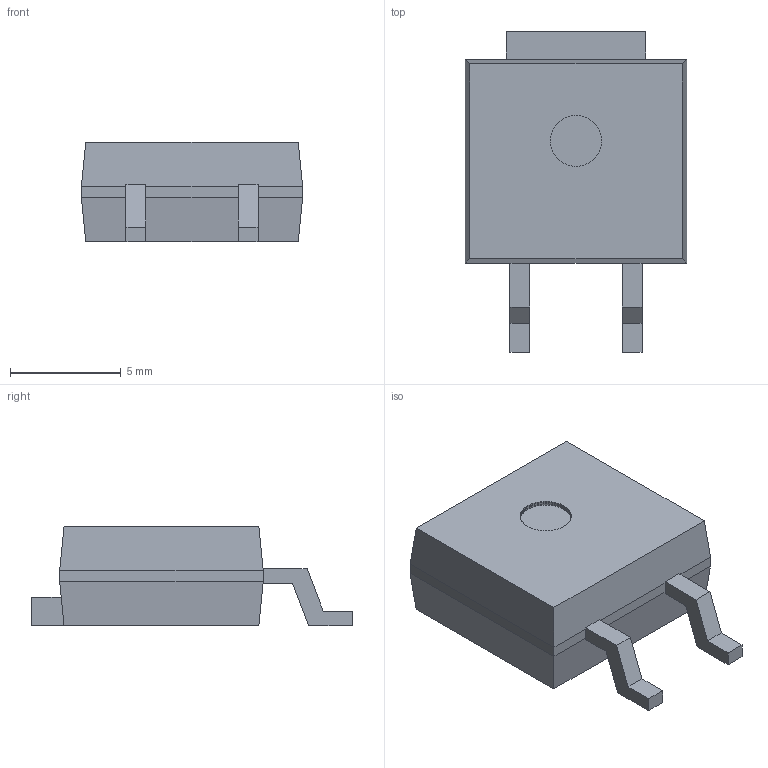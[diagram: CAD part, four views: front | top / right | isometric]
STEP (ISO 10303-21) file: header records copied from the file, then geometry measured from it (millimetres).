
FILE_DESCRIPTION(('FreeCAD Model'),'2;1');
FILE_NAME('D2PAK-3.step', '2020-09-18T19:40:25',('Author'),(''), 'Open CASCADE STEP processor 7.4','FreeCAD','Unknown');
FILE_SCHEMA(('AUTOMOTIVE_DESIGN { 1 0 10303 214 1 1 1 1 }'));
Length unit declared in the file: millimetre
Products named in the file (1): union
Bounding box: 10 x 14.5 x 4.51 mm (x, y, z)
Volume: 416.8 mm3; surface area: 397.6 mm2
Topology: 1 solids, 1 shells, 145 faces, 410 edges, 268 vertices
Faces by surface type: plane 145
Entity records: 5605 total; most frequent: CARTESIAN_POINT 824, ORIENTED_EDGE 820, DIRECTION 702, EDGE_CURVE 410, LINE 410, VECTOR 410, VERTEX_POINT 268, AXIS2_PLACEMENT_3D 146
